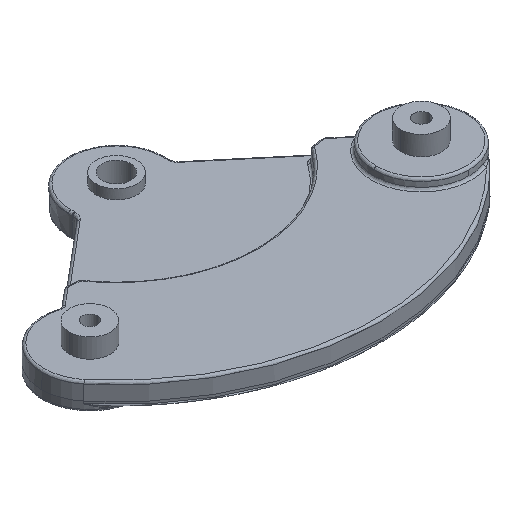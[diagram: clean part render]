
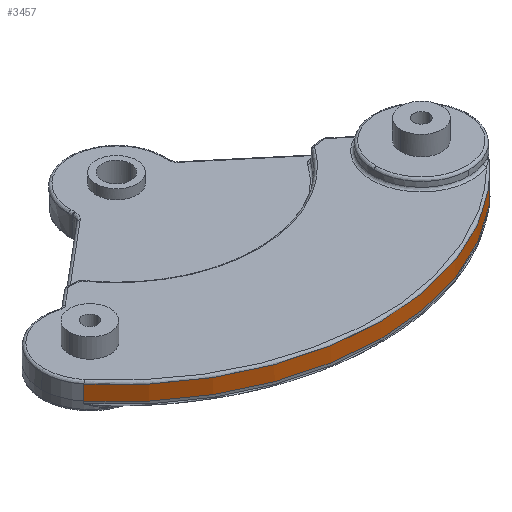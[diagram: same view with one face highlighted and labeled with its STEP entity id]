
A CAD part, isometric view. The second image highlights one B-rep face of the part: STEP entity #3457.
In plain terms, the highlighted conical face has half-angle 1.5 degrees and reference radius 55 mm.
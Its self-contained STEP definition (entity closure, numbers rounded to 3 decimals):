
#574 = VERTEX_POINT('',#575);
#575 = CARTESIAN_POINT('',(-42.072,-35.303,
    17.513));
#591 = VERTEX_POINT('',#592);
#592 = CARTESIAN_POINT('',(-42.132,-35.353,14.5));
#599 = EDGE_CURVE('',#574,#591,#600,.T.);
#600 = LINE('',#601,#602);
#601 = CARTESIAN_POINT('',(-42.102,-35.328,
    16.007));
#602 = VECTOR('',#603,1.);
#603 = DIRECTION('',(-0.02,-0.017,
    -1.));
#641 = VERTEX_POINT('',#642);
#642 = CARTESIAN_POINT('',(42.072,-35.303,
    17.513));
#702 = EDGE_CURVE('',#703,#641,#705,.T.);
#703 = VERTEX_POINT('',#704);
#704 = CARTESIAN_POINT('',(42.132,-35.353,14.5));
#705 = LINE('',#706,#707);
#706 = CARTESIAN_POINT('',(42.102,-35.328,
    16.007));
#707 = VECTOR('',#708,1.);
#708 = DIRECTION('',(-0.02,0.017,
    1.));
#827 = VERTEX_POINT('',#828);
#828 = CARTESIAN_POINT('',(0.,-55.,14.5));
#834 = EDGE_CURVE('',#591,#827,#835,.T.);
#835 = CIRCLE('',#836,55.);
#836 = AXIS2_PLACEMENT_3D('',#837,#838,#839);
#837 = CARTESIAN_POINT('',(0.,0.,14.5));
#838 = DIRECTION('',(0.,-0.,1.));
#839 = DIRECTION('',(1.,0.,0.));
#2958 = EDGE_CURVE('',#574,#641,#2959,.T.);
#2959 = CIRCLE('',#2960,54.921);
#2960 = AXIS2_PLACEMENT_3D('',#2961,#2962,#2963);
#2961 = CARTESIAN_POINT('',(0.,0.,17.513));
#2962 = DIRECTION('',(0.,0.,1.));
#2963 = DIRECTION('',(1.,0.,-0.));
#3457 = ADVANCED_FACE('',(#3458),#3471,.T.);
#3458 = FACE_BOUND('',#3459,.T.);
#3459 = EDGE_LOOP('',(#3460,#3461,#3468,#3469,#3470));
#3460 = ORIENTED_EDGE('',*,*,#834,.T.);
#3461 = ORIENTED_EDGE('',*,*,#3462,.T.);
#3462 = EDGE_CURVE('',#827,#703,#3463,.T.);
#3463 = CIRCLE('',#3464,55.);
#3464 = AXIS2_PLACEMENT_3D('',#3465,#3466,#3467);
#3465 = CARTESIAN_POINT('',(0.,0.,14.5));
#3466 = DIRECTION('',(-0.,0.,1.));
#3467 = DIRECTION('',(1.,0.,0.));
#3468 = ORIENTED_EDGE('',*,*,#702,.T.);
#3469 = ORIENTED_EDGE('',*,*,#2958,.F.);
#3470 = ORIENTED_EDGE('',*,*,#599,.T.);
#3471 = CONICAL_SURFACE('',#3472,55.,0.026);
#3472 = AXIS2_PLACEMENT_3D('',#3473,#3474,#3475);
#3473 = CARTESIAN_POINT('',(0.,0.,14.5));
#3474 = DIRECTION('',(-0.,-0.,-1.));
#3475 = DIRECTION('',(-1.,0.,0.));
